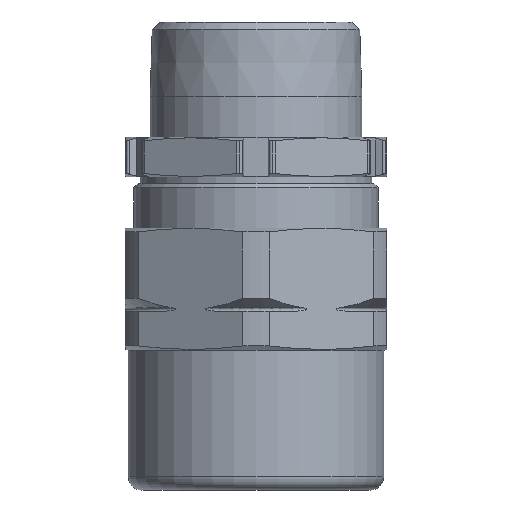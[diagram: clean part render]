
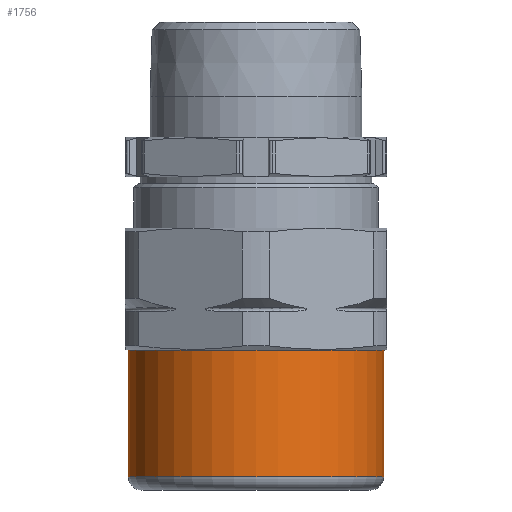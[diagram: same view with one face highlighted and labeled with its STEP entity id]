
A CAD part, front view. The second image highlights one B-rep face of the part: STEP entity #1756.
In plain terms, the highlighted cylindrical face has radius 29.25 mm (diameter 58.5 mm), a full revolution.
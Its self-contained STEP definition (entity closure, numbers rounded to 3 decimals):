
#76 = AXIS2_PLACEMENT_3D ( 'NONE', #1017, #3604, #80 ) ;
#80 = DIRECTION ( 'NONE',  ( 1., 0., 0. ) ) ;
#176 = EDGE_CURVE ( 'NONE', #1533, #1533, #413, .T. ) ;
#413 = CIRCLE ( 'NONE', #3392, 29.25 ) ;
#557 = CARTESIAN_POINT ( 'NONE',  ( 0., 0., -38.5 ) ) ;
#568 = FACE_OUTER_BOUND ( 'NONE', #1778, .T. ) ;
#872 = DIRECTION ( 'NONE',  ( 1., 0., 0. ) ) ;
#1013 = CARTESIAN_POINT ( 'NONE',  ( 29.25, 0., -9.5 ) ) ;
#1017 = CARTESIAN_POINT ( 'NONE',  ( 0., 0., -9.5 ) ) ;
#1156 = ORIENTED_EDGE ( 'NONE', *, *, #3924, .F. ) ;
#1533 = VERTEX_POINT ( 'NONE', #2597 ) ;
#1678 = CIRCLE ( 'NONE', #76, 29.25 ) ;
#1756 = ADVANCED_FACE ( 'NONE', ( #2842, #568 ), #3913, .T. ) ;
#1778 = EDGE_LOOP ( 'NONE', ( #1156 ) ) ;
#2390 = VERTEX_POINT ( 'NONE', #1013 ) ;
#2396 = ORIENTED_EDGE ( 'NONE', *, *, #176, .T. ) ;
#2462 = AXIS2_PLACEMENT_3D ( 'NONE', #3160, #2881, #2856 ) ;
#2594 = EDGE_LOOP ( 'NONE', ( #2396 ) ) ;
#2597 = CARTESIAN_POINT ( 'NONE',  ( 29.25, 0., -38.5 ) ) ;
#2770 = DIRECTION ( 'NONE',  ( 0., 0., 1. ) ) ;
#2842 = FACE_OUTER_BOUND ( 'NONE', #2594, .T. ) ;
#2856 = DIRECTION ( 'NONE',  ( -1., 0., 0. ) ) ;
#2881 = DIRECTION ( 'NONE',  ( 0., 0., -1. ) ) ;
#3160 = CARTESIAN_POINT ( 'NONE',  ( 0., 0., -41.5 ) ) ;
#3392 = AXIS2_PLACEMENT_3D ( 'NONE', #557, #2770, #872 ) ;
#3604 = DIRECTION ( 'NONE',  ( 0., 0., 1. ) ) ;
#3913 = CYLINDRICAL_SURFACE ( 'NONE', #2462, 29.25 ) ;
#3924 = EDGE_CURVE ( 'NONE', #2390, #2390, #1678, .T. ) ;
